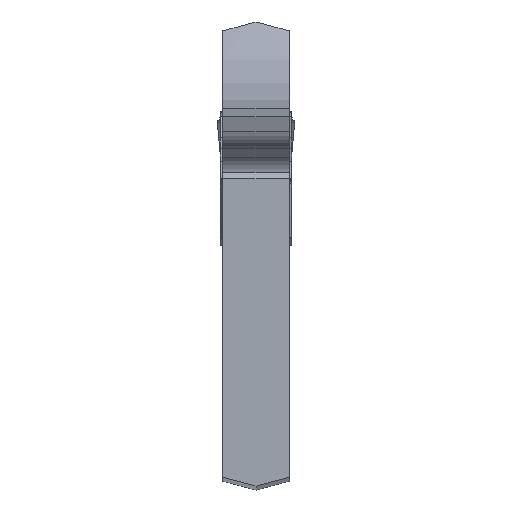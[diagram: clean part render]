
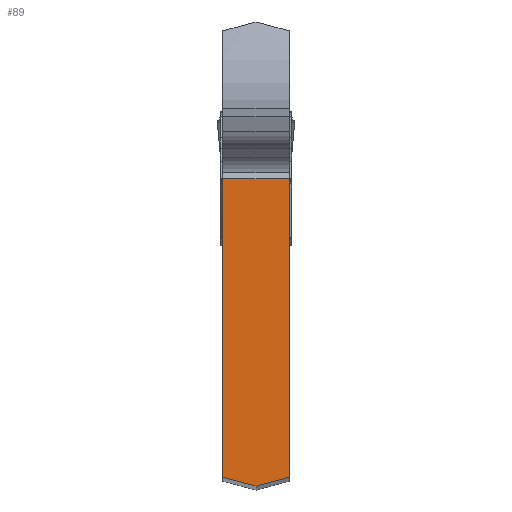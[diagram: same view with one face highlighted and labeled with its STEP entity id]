
A CAD part, top view. The second image highlights one B-rep face of the part: STEP entity #89.
In plain terms, the highlighted planar face has unit normal (0, 0, 1).
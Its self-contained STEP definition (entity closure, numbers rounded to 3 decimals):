
#89=ADVANCED_FACE('',(#206),#156,.F.);
#156=PLANE('',#1398);
#206=FACE_OUTER_BOUND('',#274,.T.);
#274=EDGE_LOOP('',(#691,#692,#693,#694,#695));
#342=LINE('',#1886,#482);
#382=LINE('',#2012,#522);
#385=LINE('',#2018,#525);
#386=LINE('',#2019,#526);
#387=LINE('',#2021,#527);
#482=VECTOR('',#1502,1.);
#522=VECTOR('',#1592,1.);
#525=VECTOR('',#1597,1.);
#526=VECTOR('',#1598,1.);
#527=VECTOR('',#1599,1.);
#691=ORIENTED_EDGE('',*,*,#1195,.F.);
#692=ORIENTED_EDGE('',*,*,#1129,.T.);
#693=ORIENTED_EDGE('',*,*,#1196,.T.);
#694=ORIENTED_EDGE('',*,*,#1197,.T.);
#695=ORIENTED_EDGE('',*,*,#1192,.T.);
#1003=VERTEX_POINT('',#1885);
#1004=VERTEX_POINT('',#1887);
#1064=VERTEX_POINT('',#2011);
#1065=VERTEX_POINT('',#2013);
#1067=VERTEX_POINT('',#2020);
#1129=EDGE_CURVE('',#1004,#1003,#342,.T.);
#1192=EDGE_CURVE('',#1065,#1064,#382,.T.);
#1195=EDGE_CURVE('',#1004,#1064,#385,.T.);
#1196=EDGE_CURVE('',#1003,#1067,#386,.T.);
#1197=EDGE_CURVE('',#1067,#1065,#387,.T.);
#1398=AXIS2_PLACEMENT_3D('',#2022,#1600,#1601);
#1502=DIRECTION('',(0.,-1.,0.));
#1592=DIRECTION('',(0.,1.,0.));
#1597=DIRECTION('',(1.,0.,0.));
#1598=DIRECTION('',(0.966,-0.259,0.));
#1599=DIRECTION('',(0.966,0.259,0.));
#1600=DIRECTION('',(0.,0.,-1.));
#1601=DIRECTION('',(0.,-1.,0.));
#1885=CARTESIAN_POINT('',(0.,1.179,75.));
#1886=CARTESIAN_POINT('',(0.,30.72,75.));
#1887=CARTESIAN_POINT('',(0.,20.914,75.));
#2011=CARTESIAN_POINT('',(4.4,20.914,75.));
#2012=CARTESIAN_POINT('',(4.4,1.179,75.));
#2013=CARTESIAN_POINT('',(4.4,1.179,75.));
#2018=CARTESIAN_POINT('',(-7.8,20.914,75.));
#2019=CARTESIAN_POINT('',(0.,1.179,75.));
#2020=CARTESIAN_POINT('',(2.2,0.589,75.));
#2021=CARTESIAN_POINT('',(2.2,0.589,75.));
#2022=CARTESIAN_POINT('',(4.4,1.179,75.));
